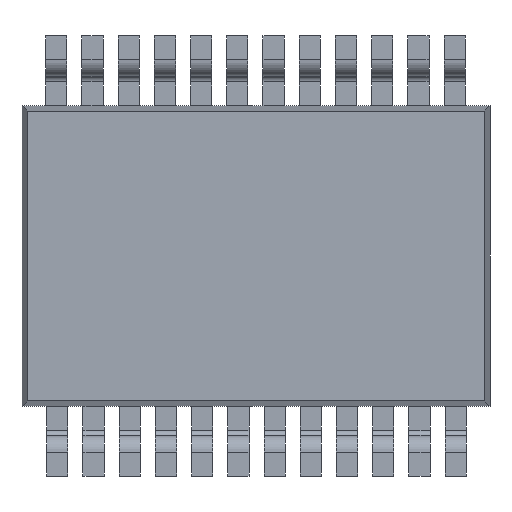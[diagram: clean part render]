
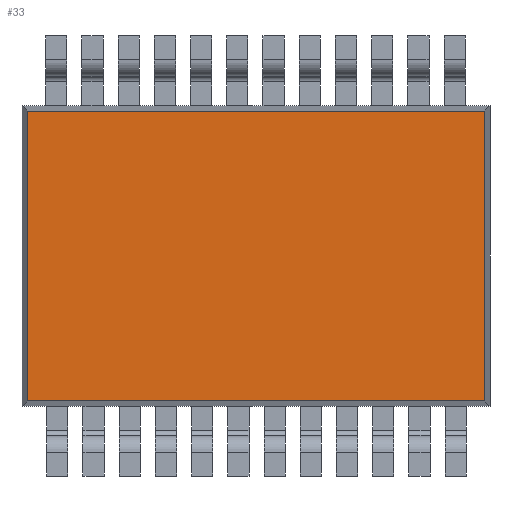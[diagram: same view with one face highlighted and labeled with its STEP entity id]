
A CAD part, front view. The second image highlights one B-rep face of the part: STEP entity #33.
In plain terms, the highlighted planar face has unit normal (0, -1, 0).
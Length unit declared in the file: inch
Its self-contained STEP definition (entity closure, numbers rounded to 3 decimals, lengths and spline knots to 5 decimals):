
#26 = VERTEX_POINT ( 'NONE', #1242 ) ;
#31 = ORIENTED_EDGE ( 'NONE', *, *, #36, .T. ) ;
#32 = VERTEX_POINT ( 'NONE', #1294 ) ;
#33 = ADVANCED_FACE ( 'NONE', ( #1279 ), #1278, .T. ) ;
#35 = VERTEX_POINT ( 'NONE', #1267 ) ;
#36 = EDGE_CURVE ( 'NONE', #35, #26, #1266, .T. ) ;
#37 = ORIENTED_EDGE ( 'NONE', *, *, #38, .T. ) ;
#38 = EDGE_CURVE ( 'NONE', #26, #32, #1329, .T. ) ;
#39 = ORIENTED_EDGE ( 'NONE', *, *, #84, .T. ) ;
#72 = EDGE_CURVE ( 'NONE', #85, #35, #1342, .T. ) ;
#84 = EDGE_CURVE ( 'NONE', #32, #85, #1380, .T. ) ;
#85 = VERTEX_POINT ( 'NONE', #1376 ) ;
#86 = ORIENTED_EDGE ( 'NONE', *, *, #72, .T. ) ;
#90 = EDGE_LOOP ( 'NONE', ( #31, #37, #39, #86 ) ) ;
#1242 = CARTESIAN_POINT ( 'NONE',  ( 0.32684, 0., -0.20873 ) ) ;
#1263 = DIRECTION ( 'NONE',  ( 1., 0., 0. ) ) ;
#1264 = VECTOR ( 'NONE', #1263, 39.37008 ) ;
#1265 = CARTESIAN_POINT ( 'NONE',  ( 0.33071, 0., -0.20873 ) ) ;
#1266 = LINE ( 'NONE', #1265, #1264 ) ;
#1267 = CARTESIAN_POINT ( 'NONE',  ( 0.00387, 0., -0.20873 ) ) ;
#1273 = DIRECTION ( 'NONE',  ( 0., 0., -1. ) ) ;
#1274 = DIRECTION ( 'NONE',  ( 0., -1., 0. ) ) ;
#1275 = CARTESIAN_POINT ( 'NONE',  ( 0., 0., -0.2126 ) ) ;
#1276 = AXIS2_PLACEMENT_3D ( 'NONE', #1275, #1274, #1273 ) ;
#1278 = PLANE ( 'NONE',  #1276 ) ;
#1279 = FACE_OUTER_BOUND ( 'NONE', #90, .T. ) ;
#1294 = CARTESIAN_POINT ( 'NONE',  ( 0.32684, 0., -0.00387 ) ) ;
#1326 = DIRECTION ( 'NONE',  ( 0., 0., 1. ) ) ;
#1327 = VECTOR ( 'NONE', #1326, 39.37008 ) ;
#1328 = CARTESIAN_POINT ( 'NONE',  ( 0.32684, 0., 0. ) ) ;
#1329 = LINE ( 'NONE', #1328, #1327 ) ;
#1339 = DIRECTION ( 'NONE',  ( 0., 0., -1. ) ) ;
#1340 = VECTOR ( 'NONE', #1339, 39.37008 ) ;
#1341 = CARTESIAN_POINT ( 'NONE',  ( 0.00387, 0., -0.2126 ) ) ;
#1342 = LINE ( 'NONE', #1341, #1340 ) ;
#1376 = CARTESIAN_POINT ( 'NONE',  ( 0.00387, 0., -0.00387 ) ) ;
#1377 = DIRECTION ( 'NONE',  ( -1., 0., 0. ) ) ;
#1378 = VECTOR ( 'NONE', #1377, 39.37008 ) ;
#1379 = CARTESIAN_POINT ( 'NONE',  ( 0., 0., -0.00387 ) ) ;
#1380 = LINE ( 'NONE', #1379, #1378 ) ;
